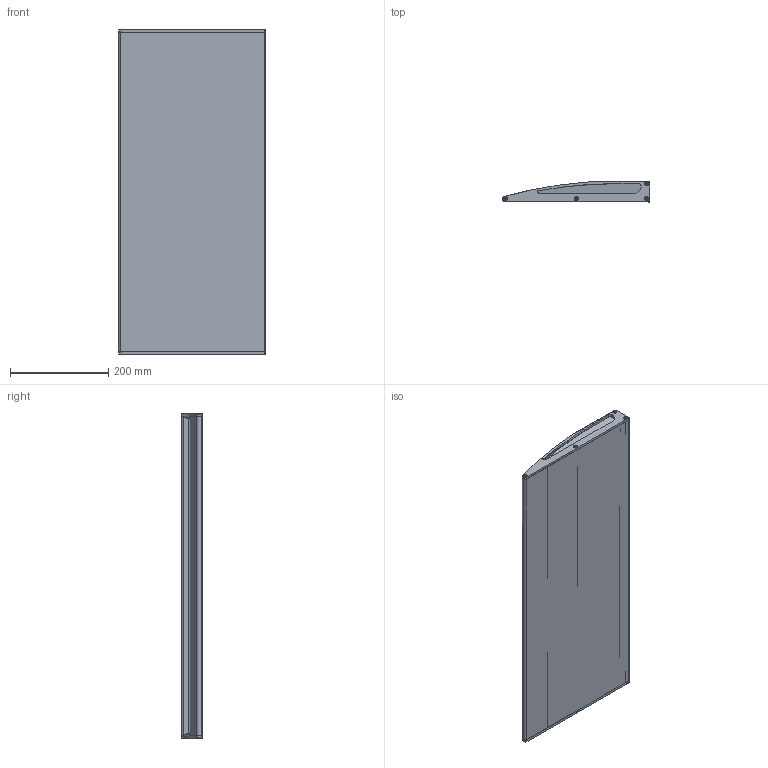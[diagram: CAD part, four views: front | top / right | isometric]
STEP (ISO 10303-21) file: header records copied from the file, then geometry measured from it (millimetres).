
FILE_DESCRIPTION(/* description */ ('STEP AP214'),/* implementation_level */ '2;1');
FILE_NAME(/* name */ '061KH300N0874.650',/* time_stamp */ '2024-07-16T11:58:46+02:00',/* author */ ('License CC BY-ND 4.0'),/* organization */ ('CADENAS'),/* preprocessor_version */ 'ST-DEVELOPER v19.3',/* originating_system */ 'PARTsolutions',/* authorisation */ ' ');
FILE_SCHEMA (('AUTOMOTIVE_DESIGN {1 0 10303 214 3 1 1}'));
Length unit declared in the file: millimetre
Products named in the file (5): 061KH300N0874.650; 061KH300N0874.650-p1; 061KH300N0874.650-p3; 061KH300N0874.650-p4; 061KH300N0874.650-p2
Assembly tree (11 placements, depth 2):
  061KH300N0874.650
    061KH300N0874.650-p1
    061KH300N0874.650-p3  x8
    061KH300N0874.650-p4
    061KH300N0874.650-p2
Bounding box: 300 x 41.6 x 661.5 mm (x, y, z)
Volume: 1017737.3 mm3; surface area: 1004184.6 mm2
Topology: 11 solids, 11 shells, 677 faces, 1836 edges, 1222 vertices
Faces by surface type: cylinder 329, plane 244, torus 60, cone 28, bspline 16
Full cylindrical faces by diameter (mm): 3.9 x8, 4.2 x4, 7 x8
Entity records: 16528 total; most frequent: CARTESIAN_POINT 3384, DIRECTION 2803, ORIENTED_EDGE 2664, EDGE_CURVE 1332, AXIS2_PLACEMENT_3D 1047, VERTEX_POINT 932, LINE 709, VECTOR 709
